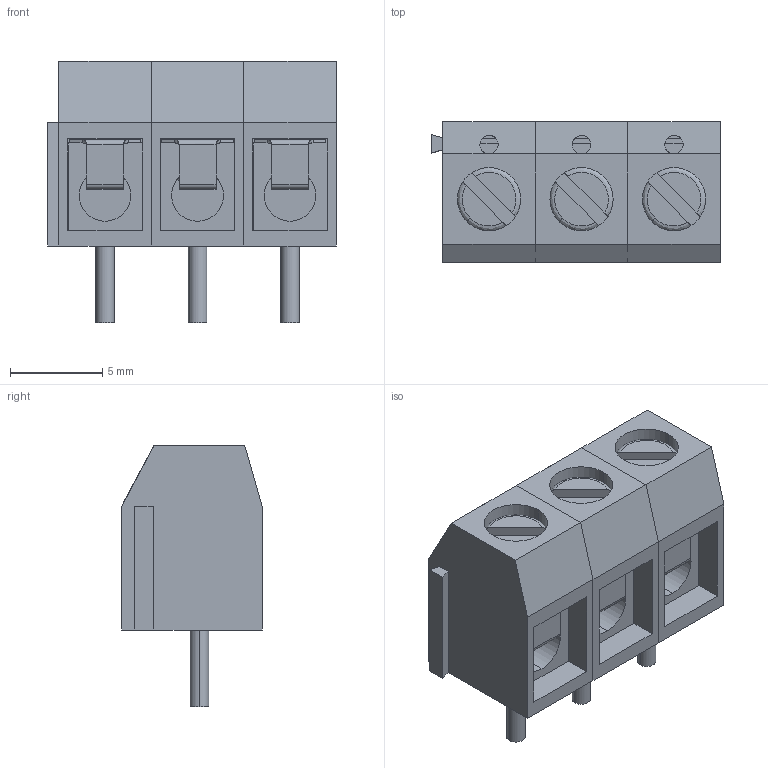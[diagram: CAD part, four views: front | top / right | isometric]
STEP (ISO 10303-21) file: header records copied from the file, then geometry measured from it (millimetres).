
FILE_DESCRIPTION (( 'STEP AP214' ), '1' );
FILE_NAME ('User Library-DG301-5.0-3P12.STEP', '2014-12-14T14:53:57', ( 'Windows User' ), ( '' ), 'SwSTEP 2.0', 'SolidWorks 2015', '' );
FILE_SCHEMA (( 'AUTOMOTIVE_DESIGN' ));
Length unit declared in the file: millimetre
Products named in the file (5): User Library-DG301-5.0-3P12; User Library-DG301-5.0-3P12_DG301-5.0-PIN; User Library-DG301-5.0-3P12_DG301-5.0-Blaszka; User Library-DG301-5.0-3P12_DG301-5.0-Sruba; User Library-DG301-5.0-3P12_DG301-5.0
Assembly tree (12 placements, depth 2):
  User Library-DG301-5.0-3P12
    User Library-DG301-5.0-3P12_DG301-5.0  x3
    User Library-DG301-5.0-3P12_DG301-5.0-Sruba  x3
    User Library-DG301-5.0-3P12_DG301-5.0-Blaszka  x3
    User Library-DG301-5.0-3P12_DG301-5.0-PIN  x3
Bounding box: 15.6 x 7.6 x 14.16 mm (x, y, z)
Volume: 827.4 mm3; surface area: 2299.5 mm2
Topology: 12 solids, 12 shells, 261 faces, 663 edges, 426 vertices
Faces by surface type: plane 174, cylinder 60, bspline 21, cone 6
Entity records: 4072 total; most frequent: CARTESIAN_POINT 790, ORIENTED_EDGE 438, DIRECTION 433, EDGE_CURVE 219, VECTOR 157, LINE 157, VERTEX_POINT 141, AXIS2_PLACEMENT_3D 138
